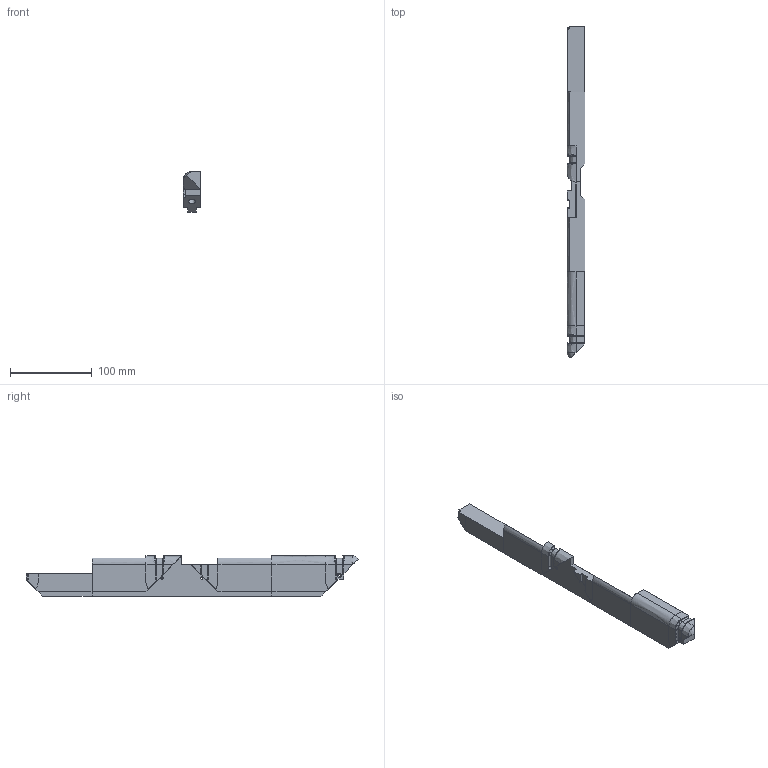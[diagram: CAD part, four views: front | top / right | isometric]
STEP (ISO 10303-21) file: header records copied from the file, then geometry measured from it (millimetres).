
FILE_DESCRIPTION(/* description */ (''),/* implementation_level */ '2;1');
FILE_NAME(/* name */ 'Bamboo 22x50x44 cm',/* time_stamp */ '2023-10-30T03:54:42+01:00',/* author */ (''),/* organization */ (''),/* preprocessor_version */ 'ST-DEVELOPER v18.1',/* originating_system */ '',/* authorisation */ '');
FILE_SCHEMA (('AUTOMOTIVE_DESIGN { 1 0 10303 214 3 1 1 }'));
Length unit declared in the file: millimetre
Bounding box: 22 x 406.01 x 50 mm (x, y, z)
Surface area: 50150.2 mm2 (no closed solid volume)
Topology: 0 solids, 158 shells, 158 faces, 769 edges, 758 vertices
Faces by surface type: bspline 140, cylinder 18
Entity records: 15021 total; most frequent: CARTESIAN_POINT 10747, ORIENTED_EDGE 770, EDGE_CURVE 764, VERTEX_POINT 758, B_SPLINE_CURVE_WITH_KNOTS 701, EDGE_LOOP 166, STYLED_ITEM 158, FACE_OUTER_BOUND 158
